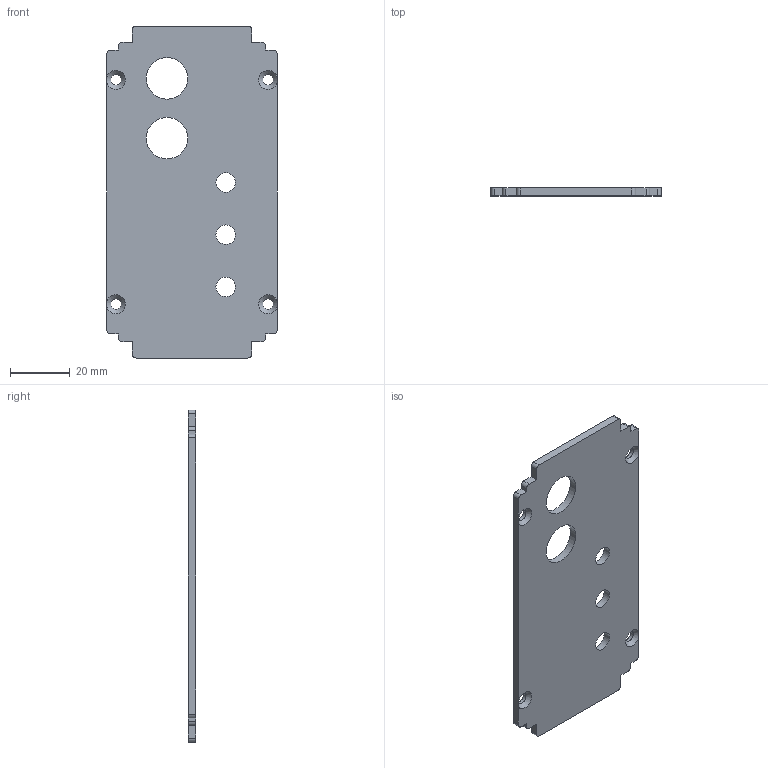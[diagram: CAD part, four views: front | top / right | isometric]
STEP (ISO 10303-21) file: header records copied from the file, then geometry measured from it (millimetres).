
FILE_DESCRIPTION (( 'STEP AP214' ), '1' );
FILE_NAME ('lockbox_back_panel_v2.0.STEP', '2025-07-31T23:59:23', ( '' ), ( '' ), 'SwSTEP 2.0', 'SolidWorks 2024', '' );
FILE_SCHEMA (( 'AUTOMOTIVE_DESIGN' ));
Length unit declared in the file: inch
Products named in the file (1): lockbox_back_panel_v2.0
Bounding box: 56.97 x 2.54 x 111 mm (x, y, z)
Volume: 14298.7 mm3; surface area: 12602.3 mm2
Topology: 1 solids, 1 shells, 47 faces, 143 edges, 94 vertices
Faces by surface type: plane 22, cylinder 21, cone 4
Full cylindrical faces by diameter (mm): 3.6 x4, 6.528 x3, 13.891 x2
Entity records: 1585 total; most frequent: CARTESIAN_POINT 284, DIRECTION 264, ORIENTED_EDGE 252, EDGE_CURVE 126, AXIS2_PLACEMENT_3D 94, VERTEX_POINT 90, LINE 76, VECTOR 76
